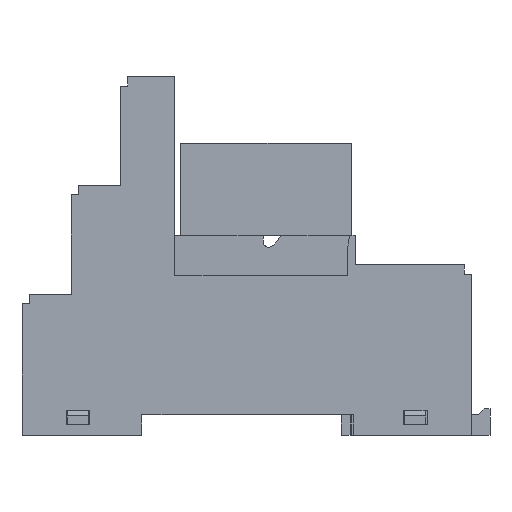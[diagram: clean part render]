
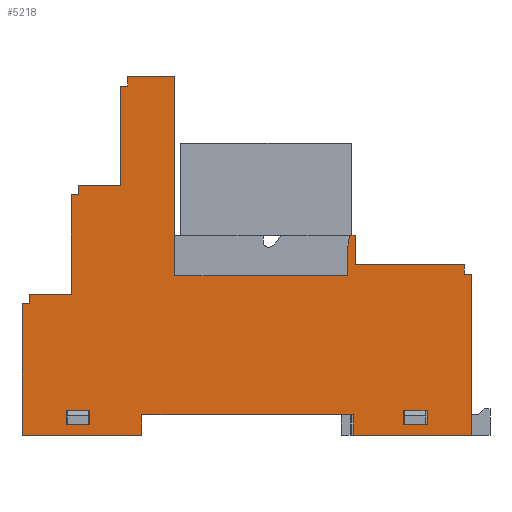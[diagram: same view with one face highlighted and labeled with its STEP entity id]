
A CAD part, left-side view. The second image highlights one B-rep face of the part: STEP entity #5218.
In plain terms, the highlighted planar face has unit normal (-1, 0, 0).
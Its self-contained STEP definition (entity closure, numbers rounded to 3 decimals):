
#27=DIRECTION('',(0.,1.,0.));
#28=VECTOR('',#27,20.);
#29=CARTESIAN_POINT('',(0.,0.,0.));
#30=LINE('',#29,#28);
#31=DIRECTION('',(0.,0.,1.));
#32=VECTOR('',#31,3.5);
#33=CARTESIAN_POINT('',(0.,20.,0.));
#34=LINE('',#33,#32);
#35=DIRECTION('',(0.,0.,1.));
#36=VECTOR('',#35,3.5);
#37=CARTESIAN_POINT('',(0.,56.,0.));
#38=LINE('',#37,#36);
#39=DIRECTION('',(0.,-1.,0.));
#40=VECTOR('',#39,20.4);
#41=CARTESIAN_POINT('',(0.,76.4,0.));
#42=LINE('',#41,#40);
#43=DIRECTION('',(0.,0.,-1.));
#44=VECTOR('',#43,22.4);
#45=CARTESIAN_POINT('',(0.,76.4,22.4));
#46=LINE('',#45,#44);
#47=DIRECTION('',(0.,1.,0.));
#48=VECTOR('',#47,1.2);
#49=CARTESIAN_POINT('',(0.,75.2,22.4));
#50=LINE('',#49,#48);
#51=DIRECTION('',(0.,0.,-1.));
#52=VECTOR('',#51,1.6);
#53=CARTESIAN_POINT('',(0.,75.2,24.));
#54=LINE('',#53,#52);
#55=DIRECTION('',(0.,1.,0.));
#56=VECTOR('',#55,7.2);
#57=CARTESIAN_POINT('',(0.,68.,24.));
#58=LINE('',#57,#56);
#59=DIRECTION('',(0.,0.,-1.));
#60=VECTOR('',#59,16.9);
#61=CARTESIAN_POINT('',(0.,68.,40.9));
#62=LINE('',#61,#60);
#63=DIRECTION('',(0.,1.,0.));
#64=VECTOR('',#63,1.2);
#65=CARTESIAN_POINT('',(0.,66.8,40.9));
#66=LINE('',#65,#64);
#67=DIRECTION('',(0.,0.,-1.));
#68=VECTOR('',#67,1.6);
#69=CARTESIAN_POINT('',(0.,66.8,42.5));
#70=LINE('',#69,#68);
#71=DIRECTION('',(0.,1.,0.));
#72=VECTOR('',#71,7.2);
#73=CARTESIAN_POINT('',(0.,59.6,42.5));
#74=LINE('',#73,#72);
#75=DIRECTION('',(0.,0.,-1.));
#76=VECTOR('',#75,16.9);
#77=CARTESIAN_POINT('',(0.,59.6,59.4));
#78=LINE('',#77,#76);
#79=DIRECTION('',(0.,1.,0.));
#80=VECTOR('',#79,1.2);
#81=CARTESIAN_POINT('',(0.,58.4,59.4));
#82=LINE('',#81,#80);
#83=DIRECTION('',(0.,0.,-1.));
#84=VECTOR('',#83,1.6);
#85=CARTESIAN_POINT('',(0.,58.4,61.));
#86=LINE('',#85,#84);
#87=DIRECTION('',(0.,1.,0.));
#88=VECTOR('',#87,8.);
#89=CARTESIAN_POINT('',(0.,50.4,61.));
#90=LINE('',#89,#88);
#91=DIRECTION('',(0.,0.,1.));
#92=VECTOR('',#91,33.9);
#93=CARTESIAN_POINT('',(0.,50.4,27.1));
#94=LINE('',#93,#92);
#95=DIRECTION('',(0.,1.,0.));
#96=VECTOR('',#95,29.4);
#97=CARTESIAN_POINT('',(0.,21.,27.1));
#98=LINE('',#97,#96);
#99=DIRECTION('',(0.,0.,-1.));
#100=VECTOR('',#99,4.9);
#101=CARTESIAN_POINT('',(0.,21.,32.));
#102=LINE('',#101,#100);
#103=DIRECTION('',(0.,0.148,-0.989));
#104=VECTOR('',#103,2.022);
#105=CARTESIAN_POINT('',(0.,20.7,34.));
#106=LINE('',#105,#104);
#107=DIRECTION('',(0.,1.,0.));
#108=VECTOR('',#107,1.);
#109=CARTESIAN_POINT('',(0.,19.7,34.));
#110=LINE('',#109,#108);
#111=DIRECTION('',(0.,0.,1.));
#112=VECTOR('',#111,5.);
#113=CARTESIAN_POINT('',(0.,19.7,29.));
#114=LINE('',#113,#112);
#115=DIRECTION('',(0.,1.,0.));
#116=VECTOR('',#115,18.5);
#117=CARTESIAN_POINT('',(0.,1.2,29.));
#118=LINE('',#117,#116);
#119=DIRECTION('',(0.,0.,1.));
#120=VECTOR('',#119,1.6);
#121=CARTESIAN_POINT('',(0.,1.2,27.4));
#122=LINE('',#121,#120);
#123=DIRECTION('',(0.,1.,0.));
#124=VECTOR('',#123,1.2);
#125=CARTESIAN_POINT('',(0.,0.,27.4));
#126=LINE('',#125,#124);
#127=DIRECTION('',(0.,0.,-1.));
#128=VECTOR('',#127,27.4);
#129=CARTESIAN_POINT('',(0.,0.,27.4));
#130=LINE('',#129,#128);
#131=DIRECTION('',(0.,0.,-1.));
#132=VECTOR('',#131,2.4);
#133=CARTESIAN_POINT('',(0.,11.5,4.2));
#134=LINE('',#133,#132);
#135=DIRECTION('',(0.,-1.,0.));
#136=VECTOR('',#135,4.);
#137=CARTESIAN_POINT('',(0.,11.5,1.8));
#138=LINE('',#137,#136);
#139=DIRECTION('',(0.,0.,1.));
#140=VECTOR('',#139,2.4);
#141=CARTESIAN_POINT('',(0.,7.5,1.8));
#142=LINE('',#141,#140);
#143=DIRECTION('',(0.,1.,0.));
#144=VECTOR('',#143,4.);
#145=CARTESIAN_POINT('',(0.,7.5,4.2));
#146=LINE('',#145,#144);
#147=DIRECTION('',(0.,0.,-1.));
#148=VECTOR('',#147,2.4);
#149=CARTESIAN_POINT('',(0.,68.9,4.2));
#150=LINE('',#149,#148);
#151=DIRECTION('',(0.,-1.,0.));
#152=VECTOR('',#151,4.);
#153=CARTESIAN_POINT('',(0.,68.9,1.8));
#154=LINE('',#153,#152);
#155=DIRECTION('',(0.,0.,1.));
#156=VECTOR('',#155,2.4);
#157=CARTESIAN_POINT('',(0.,64.9,1.8));
#158=LINE('',#157,#156);
#159=DIRECTION('',(0.,1.,0.));
#160=VECTOR('',#159,4.);
#161=CARTESIAN_POINT('',(0.,64.9,4.2));
#162=LINE('',#161,#160);
#845=DIRECTION('',(0.,-1.,0.));
#846=VECTOR('',#845,36.);
#847=CARTESIAN_POINT('',(0.,56.,3.5));
#848=LINE('',#847,#846);
#3877=CARTESIAN_POINT('',(0.,0.,27.4));
#3878=CARTESIAN_POINT('',(0.,0.,0.));
#3879=VERTEX_POINT('',#3877);
#3880=VERTEX_POINT('',#3878);
#3885=CARTESIAN_POINT('',(0.,1.2,27.4));
#3886=VERTEX_POINT('',#3885);
#3887=CARTESIAN_POINT('',(0.,1.2,29.));
#3888=VERTEX_POINT('',#3887);
#3889=CARTESIAN_POINT('',(0.,19.7,29.));
#3890=VERTEX_POINT('',#3889);
#3891=CARTESIAN_POINT('',(0.,19.7,34.));
#3892=VERTEX_POINT('',#3891);
#3893=CARTESIAN_POINT('',(0.,20.7,34.));
#3894=VERTEX_POINT('',#3893);
#3895=CARTESIAN_POINT('',(0.,21.,32.));
#3896=VERTEX_POINT('',#3895);
#3897=CARTESIAN_POINT('',(0.,21.,27.1));
#3898=VERTEX_POINT('',#3897);
#3899=CARTESIAN_POINT('',(0.,50.4,27.1));
#3900=VERTEX_POINT('',#3899);
#3901=CARTESIAN_POINT('',(0.,50.4,61.));
#3902=VERTEX_POINT('',#3901);
#3903=CARTESIAN_POINT('',(0.,58.4,61.));
#3904=VERTEX_POINT('',#3903);
#3905=CARTESIAN_POINT('',(0.,58.4,59.4));
#3906=VERTEX_POINT('',#3905);
#3907=CARTESIAN_POINT('',(0.,59.6,59.4));
#3908=VERTEX_POINT('',#3907);
#3909=CARTESIAN_POINT('',(0.,59.6,42.5));
#3910=VERTEX_POINT('',#3909);
#3911=CARTESIAN_POINT('',(0.,66.8,42.5));
#3912=VERTEX_POINT('',#3911);
#3913=CARTESIAN_POINT('',(0.,66.8,40.9));
#3914=VERTEX_POINT('',#3913);
#3915=CARTESIAN_POINT('',(0.,68.,40.9));
#3916=VERTEX_POINT('',#3915);
#3917=CARTESIAN_POINT('',(0.,68.,24.));
#3918=VERTEX_POINT('',#3917);
#3919=CARTESIAN_POINT('',(0.,75.2,24.));
#3920=VERTEX_POINT('',#3919);
#3921=CARTESIAN_POINT('',(0.,75.2,22.4));
#3922=VERTEX_POINT('',#3921);
#3923=CARTESIAN_POINT('',(0.,76.4,22.4));
#3924=VERTEX_POINT('',#3923);
#3925=CARTESIAN_POINT('',(0.,76.4,0.));
#3926=VERTEX_POINT('',#3925);
#3927=CARTESIAN_POINT('',(0.,56.,0.));
#3928=VERTEX_POINT('',#3927);
#3929=CARTESIAN_POINT('',(0.,56.,3.5));
#3930=VERTEX_POINT('',#3929);
#4817=CARTESIAN_POINT('',(0.,20.,0.));
#4818=VERTEX_POINT('',#4817);
#4819=CARTESIAN_POINT('',(0.,20.,3.5));
#4820=VERTEX_POINT('',#4819);
#4961=CARTESIAN_POINT('',(0.,11.5,4.2));
#4962=CARTESIAN_POINT('',(0.,11.5,1.8));
#4963=VERTEX_POINT('',#4961);
#4964=VERTEX_POINT('',#4962);
#4965=CARTESIAN_POINT('',(0.,7.5,1.8));
#4966=VERTEX_POINT('',#4965);
#4967=CARTESIAN_POINT('',(0.,7.5,4.2));
#4968=VERTEX_POINT('',#4967);
#4969=CARTESIAN_POINT('',(0.,68.9,4.2));
#4970=CARTESIAN_POINT('',(0.,68.9,1.8));
#4971=VERTEX_POINT('',#4969);
#4972=VERTEX_POINT('',#4970);
#4973=CARTESIAN_POINT('',(0.,64.9,1.8));
#4974=VERTEX_POINT('',#4973);
#4975=CARTESIAN_POINT('',(0.,64.9,4.2));
#4976=VERTEX_POINT('',#4975);
#5137=CARTESIAN_POINT('',(0.,0.,0.));
#5138=DIRECTION('',(-1.,0.,0.));
#5139=DIRECTION('',(0.,0.,1.));
#5140=AXIS2_PLACEMENT_3D('',#5137,#5138,#5139);
#5141=PLANE('',#5140);
#5143=ORIENTED_EDGE('',*,*,#5142,.T.);
#5145=ORIENTED_EDGE('',*,*,#5144,.T.);
#5147=ORIENTED_EDGE('',*,*,#5146,.F.);
#5149=ORIENTED_EDGE('',*,*,#5148,.F.);
#5151=ORIENTED_EDGE('',*,*,#5150,.F.);
#5153=ORIENTED_EDGE('',*,*,#5152,.F.);
#5155=ORIENTED_EDGE('',*,*,#5154,.F.);
#5157=ORIENTED_EDGE('',*,*,#5156,.F.);
#5159=ORIENTED_EDGE('',*,*,#5158,.F.);
#5161=ORIENTED_EDGE('',*,*,#5160,.F.);
#5163=ORIENTED_EDGE('',*,*,#5162,.F.);
#5165=ORIENTED_EDGE('',*,*,#5164,.F.);
#5167=ORIENTED_EDGE('',*,*,#5166,.F.);
#5169=ORIENTED_EDGE('',*,*,#5168,.F.);
#5171=ORIENTED_EDGE('',*,*,#5170,.F.);
#5173=ORIENTED_EDGE('',*,*,#5172,.F.);
#5175=ORIENTED_EDGE('',*,*,#5174,.F.);
#5177=ORIENTED_EDGE('',*,*,#5176,.F.);
#5179=ORIENTED_EDGE('',*,*,#5178,.F.);
#5181=ORIENTED_EDGE('',*,*,#5180,.F.);
#5183=ORIENTED_EDGE('',*,*,#5182,.F.);
#5185=ORIENTED_EDGE('',*,*,#5184,.F.);
#5187=ORIENTED_EDGE('',*,*,#5186,.F.);
#5189=ORIENTED_EDGE('',*,*,#5188,.F.);
#5191=ORIENTED_EDGE('',*,*,#5190,.F.);
#5193=ORIENTED_EDGE('',*,*,#5192,.F.);
#5195=ORIENTED_EDGE('',*,*,#5194,.T.);
#5196=EDGE_LOOP('',(#5143,#5145,#5147,#5149,#5151,#5153,#5155,#5157,#5159,#5161,
#5163,#5165,#5167,#5169,#5171,#5173,#5175,#5177,#5179,#5181,#5183,#5185,#5187,
#5189,#5191,#5193,#5195));
#5197=FACE_OUTER_BOUND('',#5196,.F.);
#5199=ORIENTED_EDGE('',*,*,#5198,.T.);
#5201=ORIENTED_EDGE('',*,*,#5200,.T.);
#5203=ORIENTED_EDGE('',*,*,#5202,.T.);
#5205=ORIENTED_EDGE('',*,*,#5204,.T.);
#5206=EDGE_LOOP('',(#5199,#5201,#5203,#5205));
#5207=FACE_BOUND('',#5206,.F.);
#5209=ORIENTED_EDGE('',*,*,#5208,.T.);
#5211=ORIENTED_EDGE('',*,*,#5210,.T.);
#5213=ORIENTED_EDGE('',*,*,#5212,.T.);
#5215=ORIENTED_EDGE('',*,*,#5214,.T.);
#5216=EDGE_LOOP('',(#5209,#5211,#5213,#5215));
#5217=FACE_BOUND('',#5216,.F.);
#5142=EDGE_CURVE('',#3880,#4818,#30,.T.);
#5144=EDGE_CURVE('',#4818,#4820,#34,.T.);
#5146=EDGE_CURVE('',#3930,#4820,#848,.T.);
#5148=EDGE_CURVE('',#3928,#3930,#38,.T.);
#5150=EDGE_CURVE('',#3926,#3928,#42,.T.);
#5152=EDGE_CURVE('',#3924,#3926,#46,.T.);
#5154=EDGE_CURVE('',#3922,#3924,#50,.T.);
#5156=EDGE_CURVE('',#3920,#3922,#54,.T.);
#5158=EDGE_CURVE('',#3918,#3920,#58,.T.);
#5160=EDGE_CURVE('',#3916,#3918,#62,.T.);
#5162=EDGE_CURVE('',#3914,#3916,#66,.T.);
#5164=EDGE_CURVE('',#3912,#3914,#70,.T.);
#5166=EDGE_CURVE('',#3910,#3912,#74,.T.);
#5168=EDGE_CURVE('',#3908,#3910,#78,.T.);
#5170=EDGE_CURVE('',#3906,#3908,#82,.T.);
#5172=EDGE_CURVE('',#3904,#3906,#86,.T.);
#5174=EDGE_CURVE('',#3902,#3904,#90,.T.);
#5176=EDGE_CURVE('',#3900,#3902,#94,.T.);
#5178=EDGE_CURVE('',#3898,#3900,#98,.T.);
#5180=EDGE_CURVE('',#3896,#3898,#102,.T.);
#5182=EDGE_CURVE('',#3894,#3896,#106,.T.);
#5184=EDGE_CURVE('',#3892,#3894,#110,.T.);
#5186=EDGE_CURVE('',#3890,#3892,#114,.T.);
#5188=EDGE_CURVE('',#3888,#3890,#118,.T.);
#5190=EDGE_CURVE('',#3886,#3888,#122,.T.);
#5192=EDGE_CURVE('',#3879,#3886,#126,.T.);
#5194=EDGE_CURVE('',#3879,#3880,#130,.T.);
#5198=EDGE_CURVE('',#4963,#4964,#134,.T.);
#5200=EDGE_CURVE('',#4964,#4966,#138,.T.);
#5202=EDGE_CURVE('',#4966,#4968,#142,.T.);
#5204=EDGE_CURVE('',#4968,#4963,#146,.T.);
#5208=EDGE_CURVE('',#4971,#4972,#150,.T.);
#5210=EDGE_CURVE('',#4972,#4974,#154,.T.);
#5212=EDGE_CURVE('',#4974,#4976,#158,.T.);
#5214=EDGE_CURVE('',#4976,#4971,#162,.T.);
#5218=ADVANCED_FACE('',(#5197,#5207,#5217),#5141,.T.);
